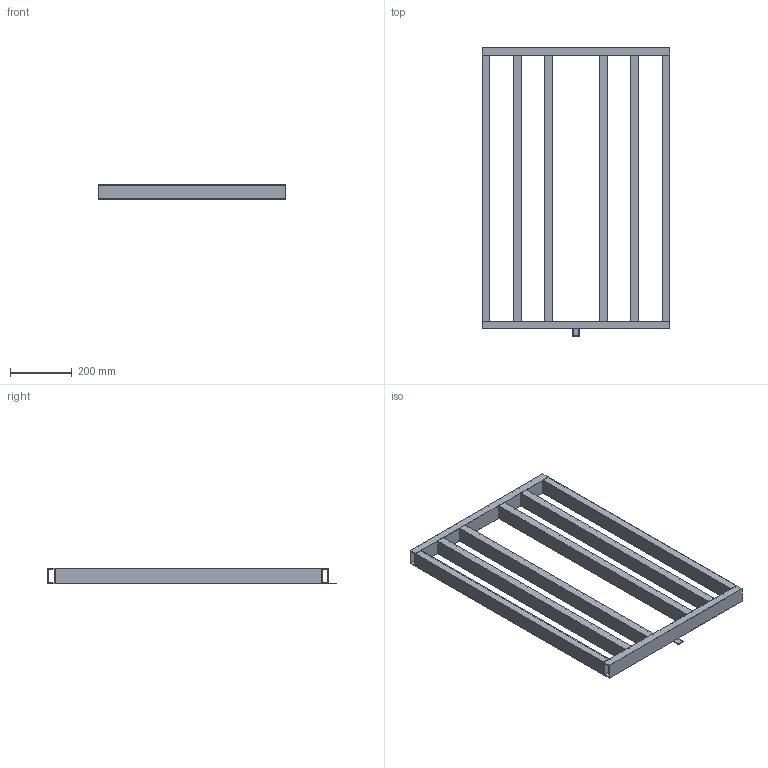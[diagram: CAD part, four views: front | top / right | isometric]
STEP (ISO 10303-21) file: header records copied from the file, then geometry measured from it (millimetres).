
FILE_DESCRIPTION(('FreeCAD Model'),'2;1');
FILE_NAME('Open CASCADE Shape Model','2023-01-26T00:43:57',(''),(''), 'Open CASCADE STEP processor 7.6','FreeCAD','Unknown');
FILE_SCHEMA(('AUTOMOTIVE_DESIGN { 1 0 10303 214 1 1 1 1 }'));
Length unit declared in the file: metre
Products named in the file (44): FRC_ChassisMaker; RefineLinearExtrude003; RefineLinearExtrude006; RefineLinearExtrude005; RefineLinearExtrude004; LinearExtrude002; RefineLinearExtrude002; LinearExtrude006; difference006; LinearExtrude007; difference007; RefineLinearExtrude007; square009; square010; square012; square014; square011; square013; square015; difference003; difference005; Group; difference004; LinearExtrude003; Group001; LinearExtrude005; mirrored Group001; LinearExtrude004; RefineLinearExtrude; difference; difference001; LinearExtrude001; LinearExtrude; difference002; square005; square008; square007; square; square002; square003 ...
Assembly tree (43 placements, depth 2):
  FRC_ChassisMaker
    RefineLinearExtrude003
    RefineLinearExtrude006
    RefineLinearExtrude005
    RefineLinearExtrude004
    LinearExtrude002
    RefineLinearExtrude002
    LinearExtrude006
    difference006
    LinearExtrude007
    difference007
    RefineLinearExtrude007
    square009
    square010
    square012
    square014
    square011
    square013
    square015
    difference003
    difference005
    Group
    difference004
    LinearExtrude003
    Group001
    LinearExtrude005
    mirrored Group001
    LinearExtrude004
    RefineLinearExtrude
    difference
    difference001
    LinearExtrude001
    LinearExtrude
    difference002
    square005
    square008
    square007
    square
    square002
    square003
    square001
    square004
    square006
    RefineLinearExtrude001
Bounding box: 609.6 x 939.8 x 50.8 mm (x, y, z)
Volume: 5372396.5 mm3; surface area: 4051564.5 mm2
Topology: 17 solids, 49 shells, 202 faces, 600 edges, 464 vertices
Faces by surface type: plane 202
Entity records: 14674 total; most frequent: CARTESIAN_POINT 2318, DIRECTION 2100, LINE 1608, VECTOR 1608, ORIENTED_EDGE 1008, PCURVE 1008, DEFINITIONAL_REPRESENTATION 1008, EDGE_CURVE 600
